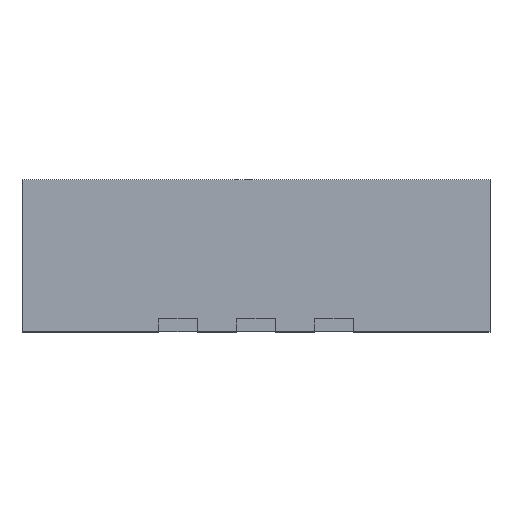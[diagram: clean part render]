
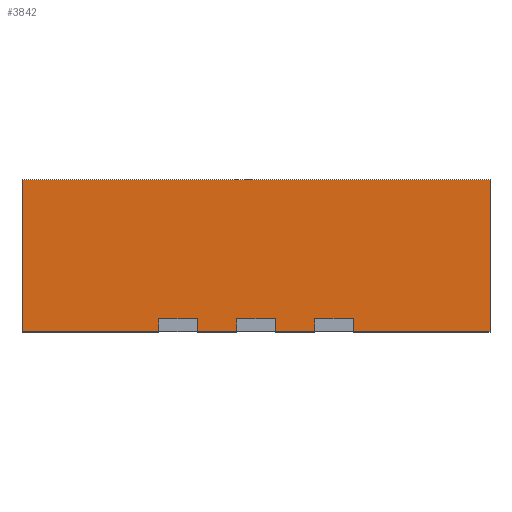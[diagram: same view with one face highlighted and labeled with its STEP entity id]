
A CAD part, top view. The second image highlights one B-rep face of the part: STEP entity #3842.
In plain terms, the highlighted planar face has unit normal (0, 0, 1).
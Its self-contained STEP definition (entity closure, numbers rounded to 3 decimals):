
#17 = DIRECTION ( 'NONE',  ( 1., 0., 0. ) ) ;
#187 = CARTESIAN_POINT ( 'NONE',  ( -0.125, 0.08, 1.25 ) ) ;
#206 = DIRECTION ( 'NONE',  ( 0., -1., 0. ) ) ;
#220 = CARTESIAN_POINT ( 'NONE',  ( -0.625, 0.08, 1.25 ) ) ;
#247 = CARTESIAN_POINT ( 'NONE',  ( -0.375, 0., 1.25 ) ) ;
#251 = VERTEX_POINT ( 'NONE', #2640 ) ;
#261 = ORIENTED_EDGE ( 'NONE', *, *, #636, .T. ) ;
#321 = EDGE_CURVE ( 'NONE', #609, #251, #2713, .T. ) ;
#396 = DIRECTION ( 'NONE',  ( 1., 0., 0. ) ) ;
#402 = LINE ( 'NONE', #1895, #866 ) ;
#464 = VECTOR ( 'NONE', #1314, 1000. ) ;
#468 = VERTEX_POINT ( 'NONE', #2452 ) ;
#541 = CARTESIAN_POINT ( 'NONE',  ( 0.625, 0., 1.25 ) ) ;
#557 = CARTESIAN_POINT ( 'NONE',  ( 0.375, 0.08, 1.25 ) ) ;
#609 = VERTEX_POINT ( 'NONE', #800 ) ;
#636 = EDGE_CURVE ( 'NONE', #4658, #1650, #3714, .T. ) ;
#664 = CARTESIAN_POINT ( 'NONE',  ( 1.5, 0.97, 1.25 ) ) ;
#680 = LINE ( 'NONE', #4833, #3432 ) ;
#707 = PLANE ( 'NONE',  #2796 ) ;
#738 = ORIENTED_EDGE ( 'NONE', *, *, #2833, .F. ) ;
#800 = CARTESIAN_POINT ( 'NONE',  ( 0.125, 0., 1.25 ) ) ;
#866 = VECTOR ( 'NONE', #3678, 1000. ) ;
#880 = VERTEX_POINT ( 'NONE', #1656 ) ;
#938 = ORIENTED_EDGE ( 'NONE', *, *, #2079, .T. ) ;
#1014 = DIRECTION ( 'NONE',  ( 0., -1., 0. ) ) ;
#1078 = CARTESIAN_POINT ( 'NONE',  ( -1.5, 0.97, 1.25 ) ) ;
#1087 = VERTEX_POINT ( 'NONE', #1896 ) ;
#1124 = VERTEX_POINT ( 'NONE', #4446 ) ;
#1141 = LINE ( 'NONE', #3360, #1183 ) ;
#1183 = VECTOR ( 'NONE', #17, 1000. ) ;
#1200 = DIRECTION ( 'NONE',  ( 0., -1., 0. ) ) ;
#1229 = VECTOR ( 'NONE', #3952, 1000. ) ;
#1271 = LINE ( 'NONE', #3959, #464 ) ;
#1314 = DIRECTION ( 'NONE',  ( 0., -1., 0. ) ) ;
#1393 = VERTEX_POINT ( 'NONE', #1782 ) ;
#1403 = DIRECTION ( 'NONE',  ( 0., -1., 0. ) ) ;
#1420 = VERTEX_POINT ( 'NONE', #2532 ) ;
#1430 = VECTOR ( 'NONE', #1692, 1000. ) ;
#1562 = EDGE_LOOP ( 'NONE', ( #738, #3202, #2695, #3341, #3715, #4748, #938, #4339, #1868, #2189, #2204, #2608, #3741, #2847, #2797, #261 ) ) ;
#1647 = VERTEX_POINT ( 'NONE', #541 ) ;
#1650 = VERTEX_POINT ( 'NONE', #4660 ) ;
#1656 = CARTESIAN_POINT ( 'NONE',  ( 0.125, 0.08, 1.25 ) ) ;
#1692 = DIRECTION ( 'NONE',  ( 1., 0., 0. ) ) ;
#1752 = CARTESIAN_POINT ( 'NONE',  ( 0.125, 0.08, 1.25 ) ) ;
#1782 = CARTESIAN_POINT ( 'NONE',  ( -1.5, 0., 1.25 ) ) ;
#1868 = ORIENTED_EDGE ( 'NONE', *, *, #3608, .F. ) ;
#1895 = CARTESIAN_POINT ( 'NONE',  ( 1.5, 0.97, 1.25 ) ) ;
#1896 = CARTESIAN_POINT ( 'NONE',  ( -0.375, 0.08, 1.25 ) ) ;
#1946 = EDGE_CURVE ( 'NONE', #1393, #2584, #3468, .T. ) ;
#2021 = EDGE_CURVE ( 'NONE', #1087, #4658, #4817, .T. ) ;
#2023 = CARTESIAN_POINT ( 'NONE',  ( -1.5, 0., 1.25 ) ) ;
#2039 = VERTEX_POINT ( 'NONE', #664 ) ;
#2057 = LINE ( 'NONE', #3929, #1430 ) ;
#2079 = EDGE_CURVE ( 'NONE', #1420, #1647, #2170, .T. ) ;
#2157 = EDGE_CURVE ( 'NONE', #468, #880, #4099, .T. ) ;
#2170 = LINE ( 'NONE', #3675, #4447 ) ;
#2181 = CARTESIAN_POINT ( 'NONE',  ( -0.625, 0., 1.25 ) ) ;
#2189 = ORIENTED_EDGE ( 'NONE', *, *, #4672, .F. ) ;
#2204 = ORIENTED_EDGE ( 'NONE', *, *, #2657, .T. ) ;
#2249 = VECTOR ( 'NONE', #206, 1000. ) ;
#2324 = VECTOR ( 'NONE', #3192, 1000. ) ;
#2381 = VECTOR ( 'NONE', #3020, 1000. ) ;
#2405 = LINE ( 'NONE', #557, #3626 ) ;
#2428 = DIRECTION ( 'NONE',  ( 0., -1., 0. ) ) ;
#2441 = CARTESIAN_POINT ( 'NONE',  ( -1.5, 0., 1.25 ) ) ;
#2452 = CARTESIAN_POINT ( 'NONE',  ( -0.125, 0.08, 1.25 ) ) ;
#2511 = CARTESIAN_POINT ( 'NONE',  ( -0.625, 0.08, 1.25 ) ) ;
#2532 = CARTESIAN_POINT ( 'NONE',  ( 0.625, 0.08, 1.25 ) ) ;
#2533 = FACE_OUTER_BOUND ( 'NONE', #1562, .T. ) ;
#2584 = VERTEX_POINT ( 'NONE', #2181 ) ;
#2608 = ORIENTED_EDGE ( 'NONE', *, *, #1946, .T. ) ;
#2640 = CARTESIAN_POINT ( 'NONE',  ( 0.375, 0., 1.25 ) ) ;
#2657 = EDGE_CURVE ( 'NONE', #1124, #1393, #3463, .T. ) ;
#2695 = ORIENTED_EDGE ( 'NONE', *, *, #3226, .T. ) ;
#2713 = LINE ( 'NONE', #2441, #1229 ) ;
#2770 = CARTESIAN_POINT ( 'NONE',  ( -0.375, 0.08, 1.25 ) ) ;
#2796 = AXIS2_PLACEMENT_3D ( 'NONE', #1078, #4518, #3778 ) ;
#2797 = ORIENTED_EDGE ( 'NONE', *, *, #2021, .T. ) ;
#2833 = EDGE_CURVE ( 'NONE', #468, #1650, #4629, .T. ) ;
#2847 = ORIENTED_EDGE ( 'NONE', *, *, #3870, .T. ) ;
#2862 = EDGE_CURVE ( 'NONE', #3485, #251, #1271, .T. ) ;
#2894 = VECTOR ( 'NONE', #2428, 1000. ) ;
#2947 = VECTOR ( 'NONE', #4203, 1000. ) ;
#3020 = DIRECTION ( 'NONE',  ( 1., 0., 0. ) ) ;
#3104 = VERTEX_POINT ( 'NONE', #4264 ) ;
#3189 = VECTOR ( 'NONE', #1200, 1000. ) ;
#3192 = DIRECTION ( 'NONE',  ( 1., 0., 0. ) ) ;
#3202 = ORIENTED_EDGE ( 'NONE', *, *, #2157, .T. ) ;
#3217 = DIRECTION ( 'NONE',  ( 1., 0., 0. ) ) ;
#3226 = EDGE_CURVE ( 'NONE', #880, #609, #3617, .T. ) ;
#3285 = CARTESIAN_POINT ( 'NONE',  ( 0.375, 0.08, 1.25 ) ) ;
#3341 = ORIENTED_EDGE ( 'NONE', *, *, #321, .T. ) ;
#3356 = VECTOR ( 'NONE', #4295, 1000. ) ;
#3360 = CARTESIAN_POINT ( 'NONE',  ( -1.5, 0., 1.25 ) ) ;
#3414 = CARTESIAN_POINT ( 'NONE',  ( -1.5, 0.97, 1.25 ) ) ;
#3432 = VECTOR ( 'NONE', #396, 1000. ) ;
#3463 = LINE ( 'NONE', #3414, #3189 ) ;
#3468 = LINE ( 'NONE', #2023, #2324 ) ;
#3485 = VERTEX_POINT ( 'NONE', #3285 ) ;
#3572 = LINE ( 'NONE', #220, #3356 ) ;
#3598 = EDGE_CURVE ( 'NONE', #1647, #3104, #1141, .T. ) ;
#3608 = EDGE_CURVE ( 'NONE', #2039, #3104, #402, .T. ) ;
#3617 = LINE ( 'NONE', #1752, #2894 ) ;
#3626 = VECTOR ( 'NONE', #3217, 1000. ) ;
#3675 = CARTESIAN_POINT ( 'NONE',  ( 0.625, 0.08, 1.25 ) ) ;
#3678 = DIRECTION ( 'NONE',  ( 0., -1., 0. ) ) ;
#3714 = LINE ( 'NONE', #3738, #2381 ) ;
#3715 = ORIENTED_EDGE ( 'NONE', *, *, #2862, .F. ) ;
#3738 = CARTESIAN_POINT ( 'NONE',  ( -1.5, 0., 1.25 ) ) ;
#3741 = ORIENTED_EDGE ( 'NONE', *, *, #4057, .F. ) ;
#3755 = CARTESIAN_POINT ( 'NONE',  ( -0.125, 0.08, 1.25 ) ) ;
#3778 = DIRECTION ( 'NONE',  ( -1., 0., 0. ) ) ;
#3826 = VECTOR ( 'NONE', #1014, 1000. ) ;
#3842 = ADVANCED_FACE ( 'NONE', ( #2533 ), #707, .F. ) ;
#3870 = EDGE_CURVE ( 'NONE', #4657, #1087, #680, .T. ) ;
#3929 = CARTESIAN_POINT ( 'NONE',  ( -1.5, 0.97, 1.25 ) ) ;
#3952 = DIRECTION ( 'NONE',  ( 1., 0., 0. ) ) ;
#3959 = CARTESIAN_POINT ( 'NONE',  ( 0.375, 0.08, 1.25 ) ) ;
#4057 = EDGE_CURVE ( 'NONE', #4657, #2584, #3572, .T. ) ;
#4099 = LINE ( 'NONE', #3755, #2947 ) ;
#4203 = DIRECTION ( 'NONE',  ( 1., 0., 0. ) ) ;
#4264 = CARTESIAN_POINT ( 'NONE',  ( 1.5, 0., 1.25 ) ) ;
#4295 = DIRECTION ( 'NONE',  ( 0., -1., 0. ) ) ;
#4339 = ORIENTED_EDGE ( 'NONE', *, *, #3598, .T. ) ;
#4446 = CARTESIAN_POINT ( 'NONE',  ( -1.5, 0.97, 1.25 ) ) ;
#4447 = VECTOR ( 'NONE', #1403, 1000. ) ;
#4518 = DIRECTION ( 'NONE',  ( 0., 0., -1. ) ) ;
#4542 = EDGE_CURVE ( 'NONE', #3485, #1420, #2405, .T. ) ;
#4629 = LINE ( 'NONE', #187, #2249 ) ;
#4657 = VERTEX_POINT ( 'NONE', #2511 ) ;
#4658 = VERTEX_POINT ( 'NONE', #247 ) ;
#4660 = CARTESIAN_POINT ( 'NONE',  ( -0.125, 0., 1.25 ) ) ;
#4672 = EDGE_CURVE ( 'NONE', #1124, #2039, #2057, .T. ) ;
#4748 = ORIENTED_EDGE ( 'NONE', *, *, #4542, .T. ) ;
#4817 = LINE ( 'NONE', #2770, #3826 ) ;
#4833 = CARTESIAN_POINT ( 'NONE',  ( -0.625, 0.08, 1.25 ) ) ;
